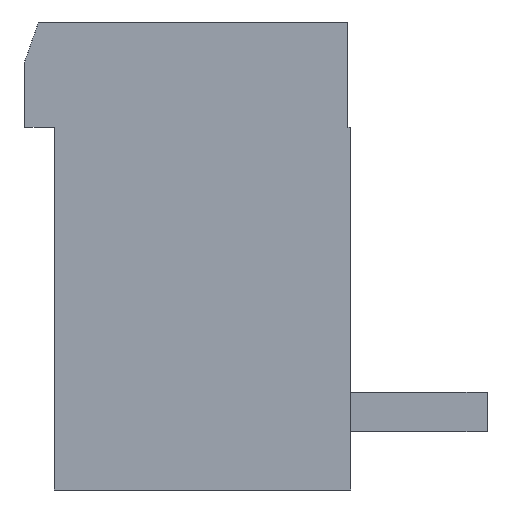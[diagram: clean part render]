
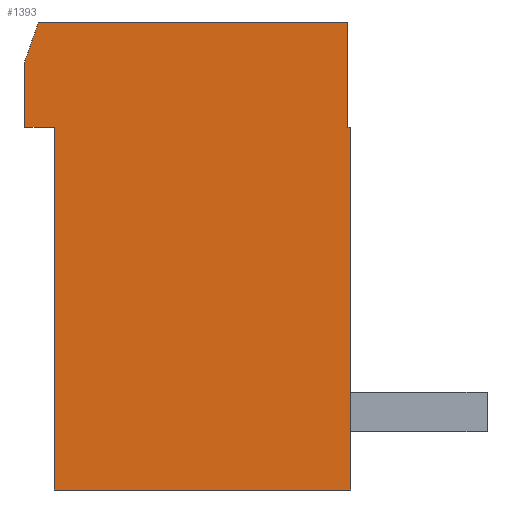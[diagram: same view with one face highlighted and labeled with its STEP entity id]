
A CAD part, left-side view. The second image highlights one B-rep face of the part: STEP entity #1393.
In plain terms, the highlighted planar face has unit normal (-1, 0, 0).
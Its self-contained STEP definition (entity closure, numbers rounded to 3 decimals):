
#72=DIRECTION('',(0.,-1.,0.));
#73=VECTOR('',#72,7.93);
#74=CARTESIAN_POINT('',(-8.53,4.15,0.));
#75=LINE('',#74,#73);
#76=DIRECTION('',(0.,0.,-1.));
#77=VECTOR('',#76,2.7);
#78=CARTESIAN_POINT('',(-8.53,-3.78,0.));
#79=LINE('',#78,#77);
#80=DIRECTION('',(0.,-1.,0.));
#81=VECTOR('',#80,0.07);
#82=CARTESIAN_POINT('',(-8.53,-3.78,-2.7));
#83=LINE('',#82,#81);
#84=DIRECTION('',(0.,0.,-1.));
#85=VECTOR('',#84,9.3);
#86=CARTESIAN_POINT('',(-8.53,-3.85,-2.7));
#87=LINE('',#86,#85);
#88=DIRECTION('',(0.,1.,0.));
#89=VECTOR('',#88,7.6);
#90=CARTESIAN_POINT('',(-8.53,-3.85,-12.));
#91=LINE('',#90,#89);
#92=DIRECTION('',(0.,0.,1.));
#93=VECTOR('',#92,9.3);
#94=CARTESIAN_POINT('',(-8.53,3.75,-12.));
#95=LINE('',#94,#93);
#96=DIRECTION('',(0.,1.,0.));
#97=VECTOR('',#96,0.75);
#98=CARTESIAN_POINT('',(-8.53,3.75,-2.7));
#99=LINE('',#98,#97);
#100=DIRECTION('',(0.,0.,1.));
#101=VECTOR('',#100,1.7);
#102=CARTESIAN_POINT('',(-8.53,4.5,-2.7));
#103=LINE('',#102,#101);
#104=DIRECTION('',(0.,-0.33,0.944));
#105=VECTOR('',#104,1.059);
#106=CARTESIAN_POINT('',(-8.53,4.5,-1.));
#107=LINE('',#106,#105);
#1056=CARTESIAN_POINT('',(-8.53,4.15,0.));
#1057=CARTESIAN_POINT('',(-8.53,-3.78,0.));
#1058=VERTEX_POINT('',#1056);
#1059=VERTEX_POINT('',#1057);
#1060=CARTESIAN_POINT('',(-8.53,-3.78,-2.7));
#1061=VERTEX_POINT('',#1060);
#1062=CARTESIAN_POINT('',(-8.53,-3.85,-2.7));
#1063=VERTEX_POINT('',#1062);
#1064=CARTESIAN_POINT('',(-8.53,-3.85,-12.));
#1065=VERTEX_POINT('',#1064);
#1066=CARTESIAN_POINT('',(-8.53,3.75,-12.));
#1067=VERTEX_POINT('',#1066);
#1068=CARTESIAN_POINT('',(-8.53,3.75,-2.7));
#1069=VERTEX_POINT('',#1068);
#1070=CARTESIAN_POINT('',(-8.53,4.5,-2.7));
#1071=VERTEX_POINT('',#1070);
#1072=CARTESIAN_POINT('',(-8.53,4.5,-1.));
#1073=VERTEX_POINT('',#1072);
#1368=CARTESIAN_POINT('',(-8.53,0.,0.));
#1369=DIRECTION('',(1.,0.,0.));
#1370=DIRECTION('',(0.,0.,-1.));
#1371=AXIS2_PLACEMENT_3D('',#1368,#1369,#1370);
#1372=PLANE('',#1371);
#1374=ORIENTED_EDGE('',*,*,#1373,.T.);
#1376=ORIENTED_EDGE('',*,*,#1375,.T.);
#1378=ORIENTED_EDGE('',*,*,#1377,.T.);
#1380=ORIENTED_EDGE('',*,*,#1379,.T.);
#1382=ORIENTED_EDGE('',*,*,#1381,.T.);
#1384=ORIENTED_EDGE('',*,*,#1383,.T.);
#1386=ORIENTED_EDGE('',*,*,#1385,.T.);
#1388=ORIENTED_EDGE('',*,*,#1387,.T.);
#1390=ORIENTED_EDGE('',*,*,#1389,.T.);
#1391=EDGE_LOOP('',(#1374,#1376,#1378,#1380,#1382,#1384,#1386,#1388,#1390));
#1392=FACE_OUTER_BOUND('',#1391,.F.);
#1393=ADVANCED_FACE('',(#1392),#1372,.F.);
#1373=EDGE_CURVE('',#1058,#1059,#75,.T.);
#1375=EDGE_CURVE('',#1059,#1061,#79,.T.);
#1377=EDGE_CURVE('',#1061,#1063,#83,.T.);
#1379=EDGE_CURVE('',#1063,#1065,#87,.T.);
#1381=EDGE_CURVE('',#1065,#1067,#91,.T.);
#1383=EDGE_CURVE('',#1067,#1069,#95,.T.);
#1385=EDGE_CURVE('',#1069,#1071,#99,.T.);
#1387=EDGE_CURVE('',#1071,#1073,#103,.T.);
#1389=EDGE_CURVE('',#1073,#1058,#107,.T.);
